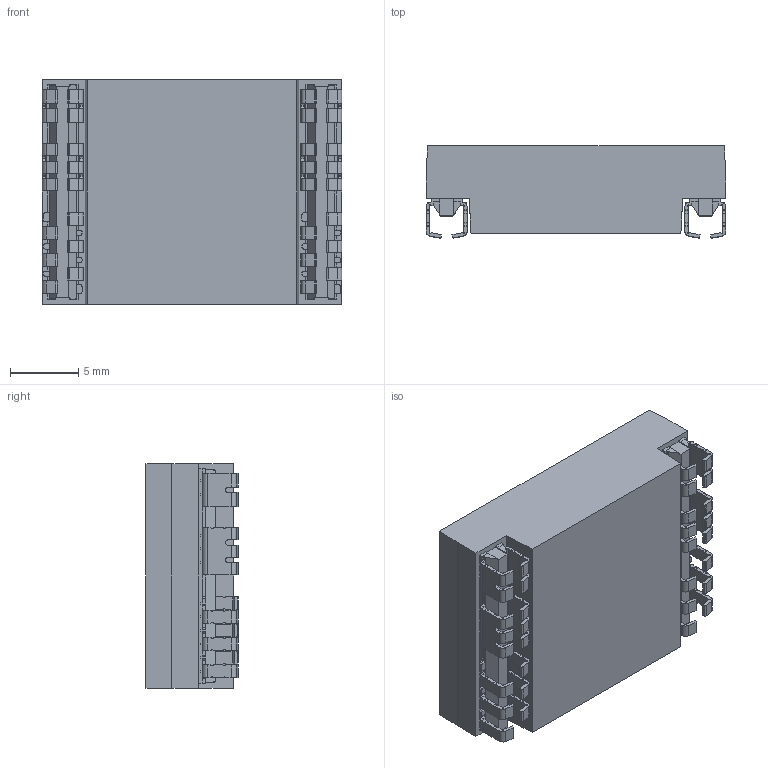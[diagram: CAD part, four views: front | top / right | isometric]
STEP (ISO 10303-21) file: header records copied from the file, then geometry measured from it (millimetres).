
FILE_DESCRIPTION (( 'STEP AP214' ), '1' );
FILE_NAME ('36089.STEP', '2011-03-02T17:46:02', ( 'ABC' ), ( 'ABC' ), 'SwSTEP 2.0', 'SolidWorks 2011', '' );
FILE_SCHEMA (( 'AUTOMOTIVE_DESIGN' ));
Length unit declared in the file: inch
Products named in the file (1): 36089
Bounding box: 22.01 x 6.76 x 16.5 mm (x, y, z)
Volume: 2155 mm3; surface area: 1546.7 mm2
Topology: 1 solids, 1 shells, 1015 faces, 3032 edges, 1996 vertices
Faces by surface type: plane 633, cylinder 382
Entity records: 47393 total; most frequent: ORIENTED_EDGE 6064, CARTESIAN_POINT 6044, DIRECTION 5828, EDGE_CURVE 3032, VECTOR 2268, LINE 2268, VERTEX_POINT 1996, AXIS2_PLACEMENT_3D 1780
